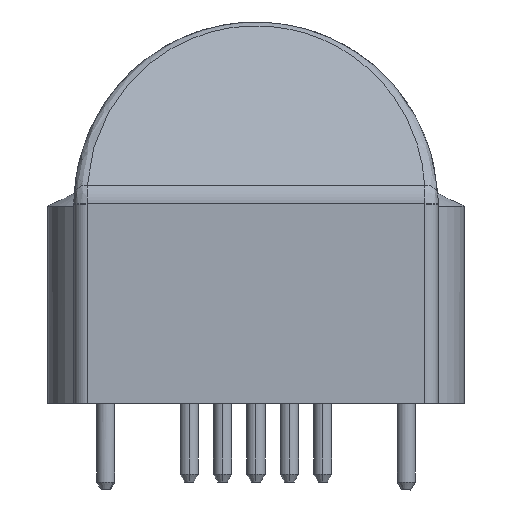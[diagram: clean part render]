
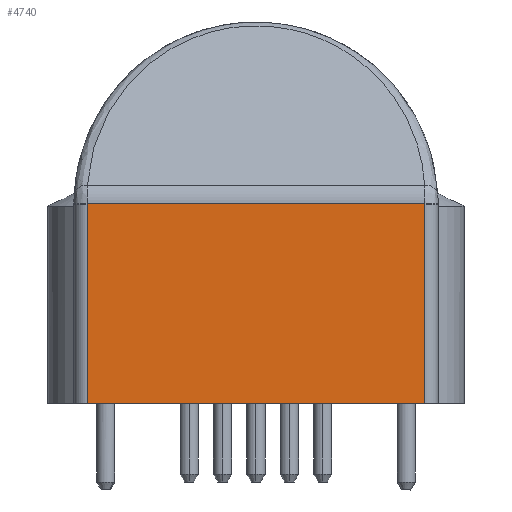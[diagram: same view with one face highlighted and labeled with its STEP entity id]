
A CAD part, left-side view. The second image highlights one B-rep face of the part: STEP entity #4740.
In plain terms, the highlighted planar face has unit normal (-1, 0, 0).
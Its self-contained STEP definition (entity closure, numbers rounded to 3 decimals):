
#3174=CARTESIAN_POINT('',(-7.215,6.42,0.));
#3175=VERTEX_POINT('',#3174);
#3176=CARTESIAN_POINT('',(-7.215,-6.43,0.));
#3177=VERTEX_POINT('',#3176);
#3178=CARTESIAN_POINT('',(-7.215,6.42,0.));
#3179=DIRECTION('',(0.0,-1.0,0.0));
#3180=VECTOR('',#3179,12.85);
#3181=LINE('',#3178,#3180);
#3182=EDGE_CURVE('',#3175,#3177,#3181,.T.);
#3522=CARTESIAN_POINT('',(-7.215,-6.43,7.575));
#3523=VERTEX_POINT('',#3522);
#3533=CARTESIAN_POINT('',(-7.215,-6.43,7.575));
#3534=DIRECTION('',(0.0,0.0,-1.0));
#3535=VECTOR('',#3534,7.575);
#3536=LINE('',#3533,#3535);
#3537=EDGE_CURVE('',#3523,#3177,#3536,.T.);
#3555=CARTESIAN_POINT('',(-7.215,6.42,7.575));
#3556=VERTEX_POINT('',#3555);
#3557=CARTESIAN_POINT('',(-7.215,6.42,0.));
#3558=DIRECTION('',(0.0,0.0,1.0));
#3559=VECTOR('',#3558,7.575);
#3560=LINE('',#3557,#3559);
#3561=EDGE_CURVE('',#3175,#3556,#3560,.T.);
#3618=CARTESIAN_POINT('',(-7.215,6.42,7.586));
#3619=VERTEX_POINT('',#3618);
#3630=CARTESIAN_POINT('',(-7.215,-6.43,7.586));
#3631=VERTEX_POINT('',#3630);
#3632=CARTESIAN_POINT('',(-7.215,6.42,7.586));
#3633=DIRECTION('',(0.0,-1.0,0.0));
#3634=VECTOR('',#3633,12.85);
#3635=LINE('',#3632,#3634);
#3636=EDGE_CURVE('',#3619,#3631,#3635,.T.);
#4715=CARTESIAN_POINT('',(-7.215,-7.073,7.965));
#4716=DIRECTION('',(1.0,0.0,0.0));
#4717=DIRECTION('',(0.0,0.0,-1.0));
#4718=AXIS2_PLACEMENT_3D('',#4715,#4716,#4717);
#4719=PLANE('',#4718);
#4720=ORIENTED_EDGE('',*,*,#3537,.F.);
#4721=CARTESIAN_POINT('',(-7.215,-0.005,7.575));
#4722=DIRECTION('',(1.0,0.0,0.0));
#4723=DIRECTION('',(0.0,-1.,0.001));
#4724=AXIS2_PLACEMENT_3D('',#4721,#4722,#4723);
#4725=CIRCLE('',#4724,6.425);
#4726=EDGE_CURVE('',#3631,#3523,#4725,.T.);
#4727=ORIENTED_EDGE('',*,*,#4726,.F.);
#4728=ORIENTED_EDGE('',*,*,#3636,.F.);
#4729=CARTESIAN_POINT('',(-7.215,-0.005,7.575));
#4730=DIRECTION('',(1.0,0.0,0.0));
#4731=DIRECTION('',(0.0,1.,0.001));
#4732=AXIS2_PLACEMENT_3D('',#4729,#4730,#4731);
#4733=CIRCLE('',#4732,6.425);
#4734=EDGE_CURVE('',#3556,#3619,#4733,.T.);
#4735=ORIENTED_EDGE('',*,*,#4734,.F.);
#4736=ORIENTED_EDGE('',*,*,#3561,.F.);
#4737=ORIENTED_EDGE('',*,*,#3182,.T.);
#4738=EDGE_LOOP('',(#4720,#4727,#4728,#4735,#4736,#4737));
#4739=FACE_OUTER_BOUND('',#4738,.T.);
#4740=ADVANCED_FACE('',(#4739),#4719,.F.);
